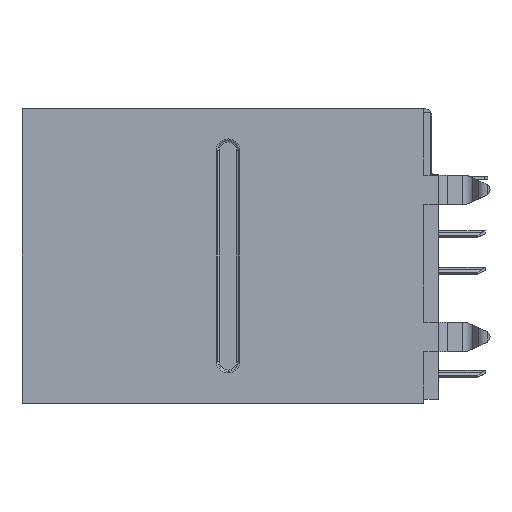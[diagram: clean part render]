
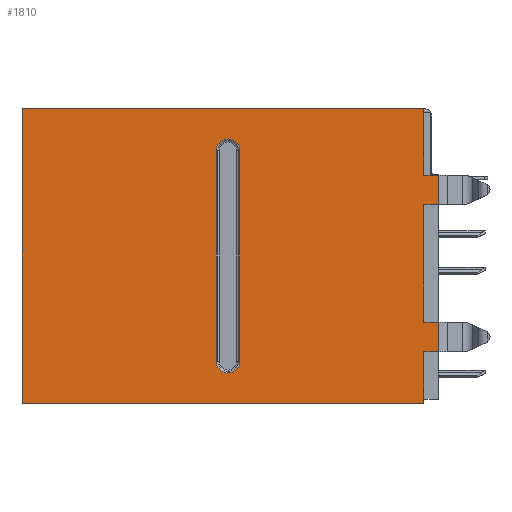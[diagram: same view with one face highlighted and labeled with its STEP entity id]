
A CAD part, left-side view. The second image highlights one B-rep face of the part: STEP entity #1810.
In plain terms, the highlighted planar face has unit normal (-1, 0, 0).
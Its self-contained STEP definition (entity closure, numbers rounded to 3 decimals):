
#87 = EDGE_CURVE ( 'NONE', #4883, #12655, #13006, .T. ) ;
#197 = CARTESIAN_POINT ( 'NONE',  ( -7., 1., 4. ) ) ;
#200 = ORIENTED_EDGE ( 'NONE', *, *, #5927, .T. ) ;
#205 = CARTESIAN_POINT ( 'NONE',  ( -7., 1., -8. ) ) ;
#208 = CARTESIAN_POINT ( 'NONE',  ( -7., 14.3, -8.65 ) ) ;
#564 = AXIS2_PLACEMENT_3D ( 'NONE', #10199, #10154, #12295 ) ;
#604 = VERTEX_POINT ( 'NONE', #12407 ) ;
#705 = CARTESIAN_POINT ( 'NONE',  ( -7., 1., -6. ) ) ;
#871 = DIRECTION ( 'NONE',  ( 0., 0., -1. ) ) ;
#947 = CARTESIAN_POINT ( 'NONE',  ( -7., 1., 2. ) ) ;
#952 = CARTESIAN_POINT ( 'NONE',  ( -7., 1., -6. ) ) ;
#1155 = ORIENTED_EDGE ( 'NONE', *, *, #87, .T. ) ;
#1222 = DIRECTION ( 'NONE',  ( 0., 1., 0. ) ) ;
#1339 = VECTOR ( 'NONE', #11806, 1000. ) ;
#1789 = ORIENTED_EDGE ( 'NONE', *, *, #10834, .T. ) ;
#1790 = DIRECTION ( 'NONE',  ( 0., 1., 0. ) ) ;
#1799 = DIRECTION ( 'NONE',  ( 0., -1., 0. ) ) ;
#1810 = ADVANCED_FACE ( 'NONE', ( #10806, #5617 ), #6807, .F. ) ;
#1865 = EDGE_LOOP ( 'NONE', ( #6048, #1155, #7316, #4342 ) ) ;
#1872 = CARTESIAN_POINT ( 'NONE',  ( -7., 1., 2. ) ) ;
#2132 = VECTOR ( 'NONE', #8819, 1000. ) ;
#2256 = EDGE_CURVE ( 'NONE', #12483, #5010, #3068, .T. ) ;
#2394 = EDGE_CURVE ( 'NONE', #9154, #9608, #9149, .T. ) ;
#2535 = CARTESIAN_POINT ( 'NONE',  ( -7., 14.3, 5.65 ) ) ;
#2560 = VECTOR ( 'NONE', #2942, 1000. ) ;
#2595 = ORIENTED_EDGE ( 'NONE', *, *, #8118, .T. ) ;
#2694 = VERTEX_POINT ( 'NONE', #12230 ) ;
#2861 = DIRECTION ( 'NONE',  ( 0., 1., 0. ) ) ;
#2880 = CARTESIAN_POINT ( 'NONE',  ( -7., 28.3, 8.5 ) ) ;
#2902 = CARTESIAN_POINT ( 'NONE',  ( -7., 15.1, -8.65 ) ) ;
#2933 = LINE ( 'NONE', #705, #2132 ) ;
#2942 = DIRECTION ( 'NONE',  ( 0., 0., -1. ) ) ;
#3068 = LINE ( 'NONE', #1872, #13443 ) ;
#3581 = DIRECTION ( 'NONE',  ( 1., 0., 0. ) ) ;
#3773 = LINE ( 'NONE', #12342, #12383 ) ;
#3914 = LINE ( 'NONE', #9202, #5989 ) ;
#4342 = ORIENTED_EDGE ( 'NONE', *, *, #13364, .T. ) ;
#4343 = DIRECTION ( 'NONE',  ( 1., 0., 0. ) ) ;
#4447 = CARTESIAN_POINT ( 'NONE',  ( -7., 15.1, 5.65 ) ) ;
#4721 = VECTOR ( 'NONE', #13294, 1000. ) ;
#4763 = VERTEX_POINT ( 'NONE', #952 ) ;
#4776 = VECTOR ( 'NONE', #6370, 1000. ) ;
#4780 = EDGE_CURVE ( 'NONE', #11330, #9608, #3773, .T. ) ;
#4857 = CIRCLE ( 'NONE', #7483, 0.8 ) ;
#4858 = CARTESIAN_POINT ( 'NONE',  ( -7., 1., 8.5 ) ) ;
#4883 = VERTEX_POINT ( 'NONE', #4447 ) ;
#4958 = EDGE_CURVE ( 'NONE', #6189, #4883, #5043, .T. ) ;
#4959 = CARTESIAN_POINT ( 'NONE',  ( -7., 15.1, 5.65 ) ) ;
#5010 = VERTEX_POINT ( 'NONE', #947 ) ;
#5043 = LINE ( 'NONE', #4959, #4721 ) ;
#5228 = EDGE_CURVE ( 'NONE', #11694, #9154, #6489, .T. ) ;
#5309 = EDGE_CURVE ( 'NONE', #12655, #604, #6320, .T. ) ;
#5359 = DIRECTION ( 'NONE',  ( 0., -1., 0. ) ) ;
#5435 = EDGE_CURVE ( 'NONE', #13036, #8364, #3914, .T. ) ;
#5617 = FACE_OUTER_BOUND ( 'NONE', #13361, .T. ) ;
#5927 = EDGE_CURVE ( 'NONE', #12624, #4763, #2933, .T. ) ;
#5989 = VECTOR ( 'NONE', #10259, 1000. ) ;
#6048 = ORIENTED_EDGE ( 'NONE', *, *, #4958, .T. ) ;
#6071 = LINE ( 'NONE', #2880, #11457 ) ;
#6189 = VERTEX_POINT ( 'NONE', #2902 ) ;
#6320 = LINE ( 'NONE', #11977, #1339 ) ;
#6370 = DIRECTION ( 'NONE',  ( 0., 0., -1. ) ) ;
#6489 = LINE ( 'NONE', #205, #11872 ) ;
#6593 = CARTESIAN_POINT ( 'NONE',  ( -7., 1., -11.5 ) ) ;
#6746 = CARTESIAN_POINT ( 'NONE',  ( -7., 1., -8. ) ) ;
#6807 = PLANE ( 'NONE',  #564 ) ;
#6836 = DIRECTION ( 'NONE',  ( 0., 0., -1. ) ) ;
#6870 = DIRECTION ( 'NONE',  ( 0., 0., -1. ) ) ;
#6966 = VECTOR ( 'NONE', #6870, 1000. ) ;
#6968 = CARTESIAN_POINT ( 'NONE',  ( -7., 1., 8.5 ) ) ;
#7056 = LINE ( 'NONE', #12123, #8203 ) ;
#7147 = VECTOR ( 'NONE', #6836, 1000. ) ;
#7216 = CARTESIAN_POINT ( 'NONE',  ( -7., 28.3, 8.5 ) ) ;
#7218 = EDGE_CURVE ( 'NONE', #12720, #13036, #7056, .T. ) ;
#7316 = ORIENTED_EDGE ( 'NONE', *, *, #5309, .T. ) ;
#7408 = AXIS2_PLACEMENT_3D ( 'NONE', #2535, #3581, #7657 ) ;
#7483 = AXIS2_PLACEMENT_3D ( 'NONE', #208, #4343, #8382 ) ;
#7507 = LINE ( 'NONE', #9379, #4776 ) ;
#7657 = DIRECTION ( 'NONE',  ( 0., 1., 0. ) ) ;
#7938 = CARTESIAN_POINT ( 'NONE',  ( -7., 1., 4. ) ) ;
#8011 = CARTESIAN_POINT ( 'NONE',  ( -7., 0., -6. ) ) ;
#8118 = EDGE_CURVE ( 'NONE', #12720, #11330, #6071, .T. ) ;
#8203 = VECTOR ( 'NONE', #1799, 1000. ) ;
#8364 = VERTEX_POINT ( 'NONE', #197 ) ;
#8382 = DIRECTION ( 'NONE',  ( 0., 1., 0. ) ) ;
#8462 = LINE ( 'NONE', #8011, #7147 ) ;
#8819 = DIRECTION ( 'NONE',  ( 0., 1., 0. ) ) ;
#8861 = ORIENTED_EDGE ( 'NONE', *, *, #12035, .F. ) ;
#9120 = VECTOR ( 'NONE', #1790, 1000. ) ;
#9149 = LINE ( 'NONE', #6968, #2560 ) ;
#9154 = VERTEX_POINT ( 'NONE', #6746 ) ;
#9202 = CARTESIAN_POINT ( 'NONE',  ( -7., 1., 8.5 ) ) ;
#9379 = CARTESIAN_POINT ( 'NONE',  ( -7., 1., 8.5 ) ) ;
#9432 = ORIENTED_EDGE ( 'NONE', *, *, #12486, .F. ) ;
#9608 = VERTEX_POINT ( 'NONE', #6593 ) ;
#10149 = CARTESIAN_POINT ( 'NONE',  ( -7., 28.3, -11.5 ) ) ;
#10154 = DIRECTION ( 'NONE',  ( 1., 0., 0. ) ) ;
#10199 = CARTESIAN_POINT ( 'NONE',  ( -7., 28.3, 8.5 ) ) ;
#10259 = DIRECTION ( 'NONE',  ( 0., 0., -1. ) ) ;
#10573 = ORIENTED_EDGE ( 'NONE', *, *, #4780, .T. ) ;
#10806 = FACE_BOUND ( 'NONE', #1865, .T. ) ;
#10834 = EDGE_CURVE ( 'NONE', #2694, #8364, #11926, .T. ) ;
#10903 = ORIENTED_EDGE ( 'NONE', *, *, #5228, .F. ) ;
#10976 = EDGE_CURVE ( 'NONE', #5010, #4763, #7507, .T. ) ;
#10981 = ORIENTED_EDGE ( 'NONE', *, *, #10976, .F. ) ;
#11330 = VERTEX_POINT ( 'NONE', #10149 ) ;
#11457 = VECTOR ( 'NONE', #871, 1000. ) ;
#11685 = CARTESIAN_POINT ( 'NONE',  ( -7., 0., -8. ) ) ;
#11694 = VERTEX_POINT ( 'NONE', #11685 ) ;
#11806 = DIRECTION ( 'NONE',  ( 0., 0., -1. ) ) ;
#11872 = VECTOR ( 'NONE', #1222, 1000. ) ;
#11926 = LINE ( 'NONE', #7938, #9120 ) ;
#11945 = ORIENTED_EDGE ( 'NONE', *, *, #7218, .F. ) ;
#11977 = CARTESIAN_POINT ( 'NONE',  ( -7., 13.5, -8.65 ) ) ;
#12026 = CARTESIAN_POINT ( 'NONE',  ( -7., 0., 2. ) ) ;
#12035 = EDGE_CURVE ( 'NONE', #12624, #11694, #8462, .T. ) ;
#12123 = CARTESIAN_POINT ( 'NONE',  ( -7., 28.3, 8.5 ) ) ;
#12205 = ORIENTED_EDGE ( 'NONE', *, *, #5435, .F. ) ;
#12230 = CARTESIAN_POINT ( 'NONE',  ( -7., 0., 4. ) ) ;
#12295 = DIRECTION ( 'NONE',  ( 0., 1., 0. ) ) ;
#12310 = CARTESIAN_POINT ( 'NONE',  ( -7., 0., -6. ) ) ;
#12342 = CARTESIAN_POINT ( 'NONE',  ( -7., 28.3, -11.5 ) ) ;
#12383 = VECTOR ( 'NONE', #5359, 1000. ) ;
#12407 = CARTESIAN_POINT ( 'NONE',  ( -7., 13.5, -8.65 ) ) ;
#12415 = ORIENTED_EDGE ( 'NONE', *, *, #2256, .F. ) ;
#12483 = VERTEX_POINT ( 'NONE', #12026 ) ;
#12486 = EDGE_CURVE ( 'NONE', #2694, #12483, #13028, .T. ) ;
#12624 = VERTEX_POINT ( 'NONE', #12310 ) ;
#12655 = VERTEX_POINT ( 'NONE', #13223 ) ;
#12720 = VERTEX_POINT ( 'NONE', #7216 ) ;
#12960 = CARTESIAN_POINT ( 'NONE',  ( -7., 0., 4. ) ) ;
#13006 = CIRCLE ( 'NONE', #7408, 0.8 ) ;
#13028 = LINE ( 'NONE', #12960, #6966 ) ;
#13036 = VERTEX_POINT ( 'NONE', #4858 ) ;
#13091 = ORIENTED_EDGE ( 'NONE', *, *, #2394, .F. ) ;
#13223 = CARTESIAN_POINT ( 'NONE',  ( -7., 13.5, 5.65 ) ) ;
#13294 = DIRECTION ( 'NONE',  ( 0., 0., 1. ) ) ;
#13361 = EDGE_LOOP ( 'NONE', ( #2595, #10573, #13091, #10903, #8861, #200, #10981, #12415, #9432, #1789, #12205, #11945 ) ) ;
#13364 = EDGE_CURVE ( 'NONE', #604, #6189, #4857, .T. ) ;
#13443 = VECTOR ( 'NONE', #2861, 1000. ) ;
